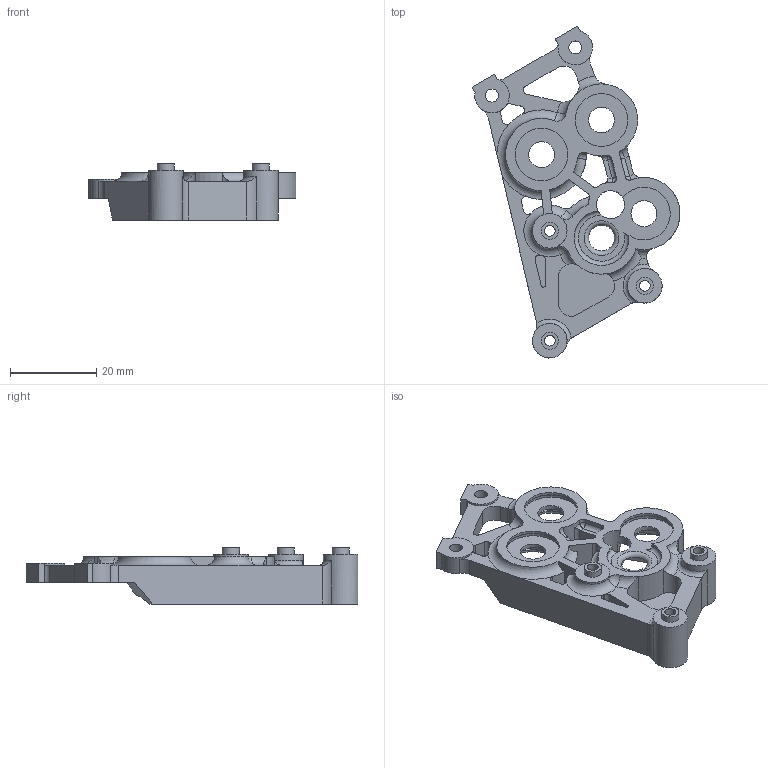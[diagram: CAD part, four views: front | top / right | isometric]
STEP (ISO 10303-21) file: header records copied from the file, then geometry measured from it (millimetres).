
FILE_DESCRIPTION(/* description */ (''),/* implementation_level */ '2;1');
FILE_NAME(/* name */ 'dragon_ear_starboard_v30.step',/* time_stamp */ '2023-01-28T13:14:43-08:00',/* author */ (''),/* organization */ (''),/* preprocessor_version */ 'ST-DEVELOPER v19.2',/* originating_system */ 'Autodesk Translation Framework v11.17.0.187',/* authorisation */ '');
FILE_SCHEMA (('AUTOMOTIVE_DESIGN { 1 0 10303 214 3 1 1 }'));
Length unit declared in the file: millimetre
Products named in the file (1): dragon_ear_starboard
Bounding box: 48.09 x 76.81 x 13 mm (x, y, z)
Volume: 9305.3 mm3; surface area: 7691.9 mm2
Topology: 1 solids, 1 shells, 249 faces, 673 edges, 428 vertices
Faces by surface type: plane 104, cylinder 99, torus 23, cone 12, sphere 6, bspline 5
Full cylindrical faces by diameter (mm): 2.5 x3, 3 x2, 3.5 x3, 4 x3, 5 x3, 6 x3, 6.5 x1, 8 x3, 12.192 x2, 12.7 x4
Entity records: 8502 total; most frequent: CARTESIAN_POINT 2037, DIRECTION 1402, ORIENTED_EDGE 1346, EDGE_CURVE 673, AXIS2_PLACEMENT_3D 554, VERTEX_POINT 428, CIRCLE 308, LINE 294
